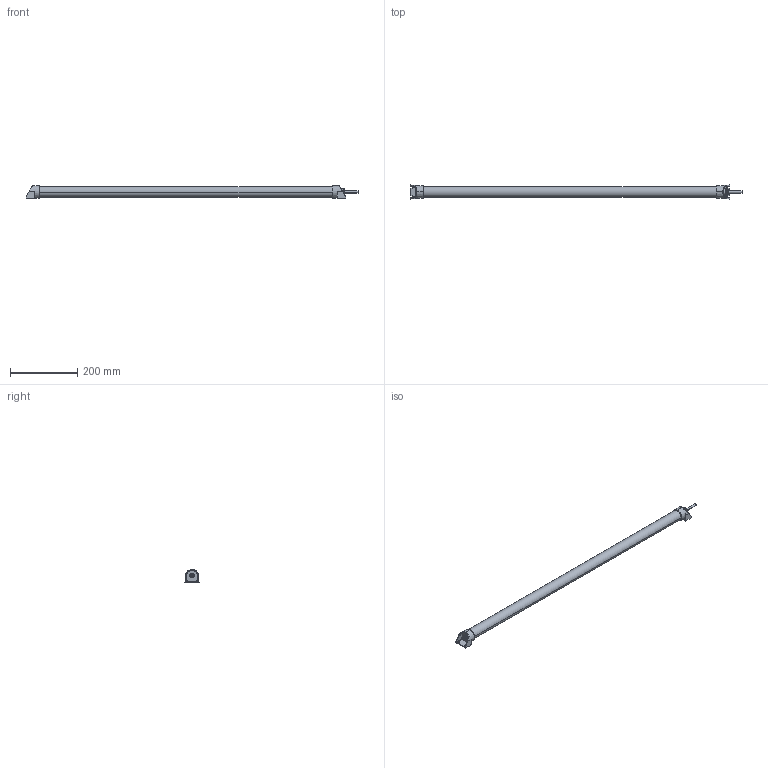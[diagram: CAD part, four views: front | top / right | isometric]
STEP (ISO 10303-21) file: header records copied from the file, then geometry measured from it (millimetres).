
FILE_DESCRIPTION((''),'2;1');
FILE_NAME('NLT4-40-AC.stp','2023-11-28T13:52:57',(''),(''),'Mechanical Desktop 2011','Mechanical Desktop 2011',', , ');
FILE_SCHEMA(('CONFIG_CONTROL_DESIGN'));
Length unit declared in the file: millimetre
Products named in the file (1): Product
Bounding box: 986.5 x 41.6 x 38.07 mm (x, y, z)
Volume: 754230.4 mm3; surface area: 109268.1 mm2
Topology: 6 solids, 6 shells, 359 faces, 857 edges, 493 vertices
Faces by surface type: bspline 147, cylinder 85, plane 61, sphere 40, cone 18, torus 8
Entity records: 15470 total; most frequent: CARTESIAN_POINT 7729, ORIENTED_EDGE 1658, DIRECTION 1566, EDGE_CURVE 829, AXIS2_PLACEMENT_3D 632, VERTEX_POINT 493, CIRCLE 391, EDGE_LOOP 372
